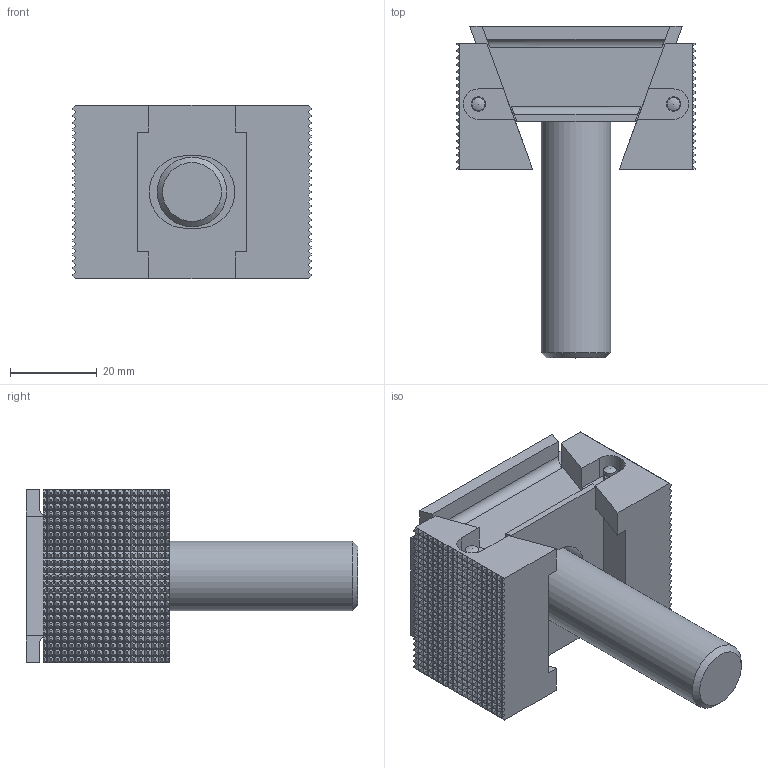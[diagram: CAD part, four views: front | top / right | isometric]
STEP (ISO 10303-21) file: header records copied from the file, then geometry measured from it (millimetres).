
FILE_DESCRIPTION( ( 'STEP AP214' ), '1' );
FILE_NAME( 'K0039.2116.stp', '2020-11-24T15:19:25', ( '' ), ( '' ), ' ', 'PARTsolutions', ' ' );
FILE_SCHEMA( ( 'AUTOMOTIVE_DESIGN { 1 0 10303 214 1 1 1 1 }' ) );
Length unit declared in the file: millimetre
Products named in the file (5): K0039.2116; _K0039.2116_spannkeil; _backe_K0039.2116; _din_1469_3; _K0869.16X60
Assembly tree (8 placements, depth 2):
  K0039.2116
    _K0039.2116_spannkeil
    _backe_K0039.2116  x2
    _din_1469_3  x4
    _K0869.16X60
Bounding box: 54.98 x 76.5 x 40 mm (x, y, z)
Volume: 55643.3 mm3; surface area: 23857 mm2
Topology: 8 solids, 8 shells, 3973 faces, 11732 edges, 7815 vertices
Faces by surface type: plane 3928, cylinder 26, cone 10, torus 5, bspline 4
Full cylindrical faces by diameter (mm): 3 x12, 16 x1, 24 x1
Entity records: 81615 total; most frequent: CARTESIAN_POINT 11891, ORIENTED_EDGE 11808, DIRECTION 9978, EDGE_CURVE 5904, LINE 5860, VECTOR 5860, VERTEX_POINT 3944, AXIS2_PLACEMENT_3D 2059
